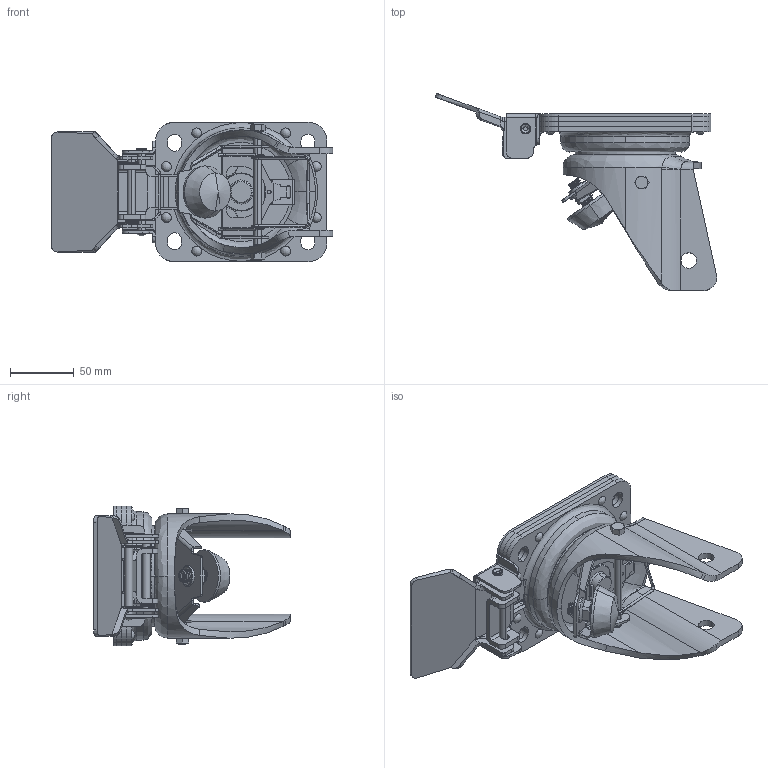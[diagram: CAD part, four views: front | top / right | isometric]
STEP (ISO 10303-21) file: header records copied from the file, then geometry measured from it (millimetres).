
FILE_DESCRIPTION (( 'STEP AP214' ), '1' );
FILE_NAME ('0040634BRL_IG-L-125-3-DSP_(A-06).step', '2023-02-17T11:09:59', ( '' ), ( '' ), 'SwSTEP 2.0', 'SolidWorks 2020', '' );
FILE_SCHEMA (( 'AUTOMOTIVE_DESIGN' ));
Length unit declared in the file: millimetre
Products named in the file (1): 0040634BRL_IG-L-125-3-DSP_(A-06)
Bounding box: 221.51 x 155.04 x 110 mm (x, y, z)
Surface area: 164389.5 mm2 (no closed solid volume)
Topology: 0 solids, 41 shells, 624 faces, 2017 edges, 1397 vertices
Faces by surface type: cylinder 229, plane 208, bspline 159, cone 28
Entity records: 45873 total; most frequent: CARTESIAN_POINT 22652, ORIENTED_EDGE 3338, DIRECTION 3019, EDGE_CURVE 2005, VERTEX_POINT 1396, AXIS2_PLACEMENT_3D 1081, LINE 857, VECTOR 857
